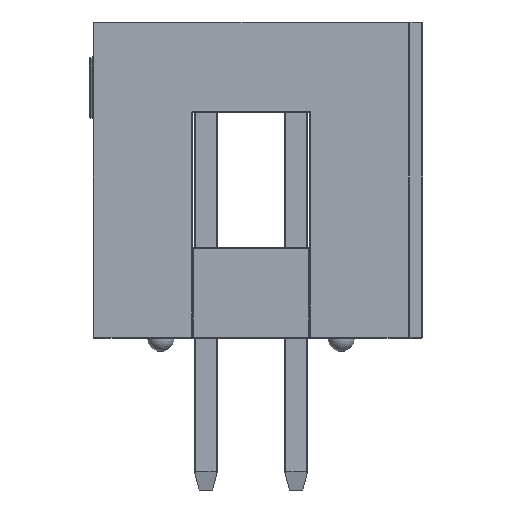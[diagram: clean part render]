
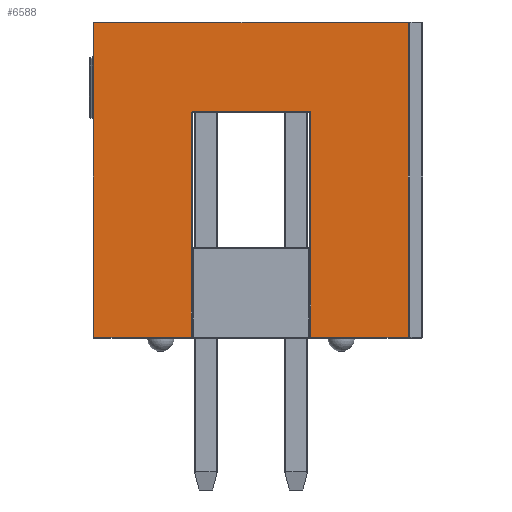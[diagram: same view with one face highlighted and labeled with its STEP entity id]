
A CAD part, left-side view. The second image highlights one B-rep face of the part: STEP entity #6588.
In plain terms, the highlighted planar face has unit normal (-1, 0, 0).
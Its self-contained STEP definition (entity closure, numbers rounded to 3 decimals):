
#496=CIRCLE('',#7142,0.051);
#633=PLANE('',#7296);
#964=FACE_OUTER_BOUND('',#1376,.T.);
#1376=EDGE_LOOP('',(#5321,#5322,#5323,#5324,#5325,#5326,#5327,#5328,#5329));
#1667=LINE('',#10028,#2237);
#1684=LINE('',#10237,#2254);
#1688=LINE('',#10261,#2258);
#1719=LINE('',#10413,#2289);
#1721=LINE('',#10416,#2291);
#1726=LINE('',#10424,#2296);
#1729=LINE('',#10428,#2299);
#1781=LINE('',#10506,#2351);
#2237=VECTOR('',#8000,10.);
#2254=VECTOR('',#8149,10.);
#2258=VECTOR('',#8177,10.);
#2289=VECTOR('',#8358,10.);
#2291=VECTOR('',#8362,10.);
#2296=VECTOR('',#8373,10.);
#2299=VECTOR('',#8378,10.);
#2351=VECTOR('',#8482,10.);
#2873=VERTEX_POINT('',#9695);
#2910=VERTEX_POINT('',#9902);
#2929=VERTEX_POINT('',#10027);
#2974=VERTEX_POINT('',#10230);
#2983=VERTEX_POINT('',#10255);
#2984=VERTEX_POINT('',#10257);
#3009=VERTEX_POINT('',#10329);
#3010=VERTEX_POINT('',#10333);
#3023=VERTEX_POINT('',#10377);
#3596=EDGE_CURVE('',#2873,#2929,#1667,.T.);
#3661=EDGE_CURVE('',#2974,#2910,#1684,.T.);
#3671=EDGE_CURVE('',#2983,#2984,#496,.T.);
#3673=EDGE_CURVE('',#2929,#2983,#1688,.T.);
#3750=EDGE_CURVE('',#3010,#3023,#1719,.T.);
#3752=EDGE_CURVE('',#3023,#3009,#1721,.T.);
#3757=EDGE_CURVE('',#2984,#3010,#1726,.T.);
#3760=EDGE_CURVE('',#3009,#2974,#1729,.T.);
#3812=EDGE_CURVE('',#2910,#2873,#1781,.T.);
#5321=ORIENTED_EDGE('',*,*,#3750,.F.);
#5322=ORIENTED_EDGE('',*,*,#3757,.F.);
#5323=ORIENTED_EDGE('',*,*,#3671,.F.);
#5324=ORIENTED_EDGE('',*,*,#3673,.F.);
#5325=ORIENTED_EDGE('',*,*,#3596,.F.);
#5326=ORIENTED_EDGE('',*,*,#3812,.F.);
#5327=ORIENTED_EDGE('',*,*,#3661,.F.);
#5328=ORIENTED_EDGE('',*,*,#3760,.F.);
#5329=ORIENTED_EDGE('',*,*,#3752,.F.);
#6588=ADVANCED_FACE('',(#964),#633,.T.);
#7142=AXIS2_PLACEMENT_3D('',#10258,#8171,#8172);
#7296=AXIS2_PLACEMENT_3D('',#10657,#8644,#8645);
#8000=DIRECTION('',(0.,0.,1.));
#8149=DIRECTION('',(0.,0.,-1.));
#8171=DIRECTION('center_axis',(-1.,0.,0.));
#8172=DIRECTION('ref_axis',(0.,0.707,0.707));
#8177=DIRECTION('',(0.,1.,0.));
#8358=DIRECTION('',(0.,1.,0.));
#8362=DIRECTION('',(0.,0.,1.));
#8373=DIRECTION('',(0.,0.,-1.));
#8378=DIRECTION('',(0.,-1.,0.));
#8482=DIRECTION('',(0.,1.,0.));
#8644=DIRECTION('center_axis',(-1.,0.,0.));
#8645=DIRECTION('ref_axis',(0.,-1.,0.));
#9695=CARTESIAN_POINT('',(-6.985,-1.676,0.025));
#9902=CARTESIAN_POINT('',(-6.985,-4.42,0.025));
#10027=CARTESIAN_POINT('',(-6.985,-1.676,6.375));
#10028=CARTESIAN_POINT('',(-6.985,-1.676,3.175));
#10230=CARTESIAN_POINT('',(-6.985,-4.42,8.865));
#10237=CARTESIAN_POINT('',(-6.985,-4.42,0.));
#10255=CARTESIAN_POINT('',(-6.985,1.626,6.375));
#10257=CARTESIAN_POINT('',(-6.985,1.676,6.325));
#10258=CARTESIAN_POINT('Origin',(-6.985,1.626,6.325));
#10261=CARTESIAN_POINT('',(-6.985,3.048,6.375));
#10329=CARTESIAN_POINT('',(-6.985,4.42,8.865));
#10333=CARTESIAN_POINT('',(-6.985,1.676,0.025));
#10377=CARTESIAN_POINT('',(-6.985,4.42,0.025));
#10413=CARTESIAN_POINT('',(-6.985,2.223,0.025));
#10416=CARTESIAN_POINT('',(-6.985,4.42,0.));
#10424=CARTESIAN_POINT('',(-6.985,1.676,0.));
#10428=CARTESIAN_POINT('',(-6.985,2.223,8.865));
#10506=CARTESIAN_POINT('',(-6.985,2.223,0.025));
#10657=CARTESIAN_POINT('Origin',(-6.985,4.445,0.));
